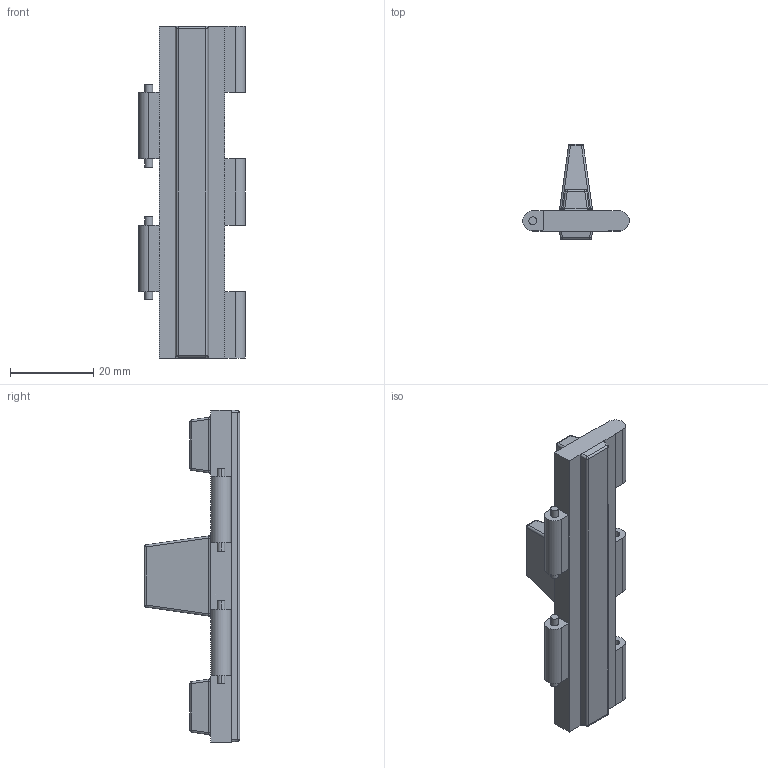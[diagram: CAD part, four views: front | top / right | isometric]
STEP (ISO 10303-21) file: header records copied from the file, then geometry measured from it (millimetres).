
FILE_DESCRIPTION (( 'STEP AP203' ), '1' );
FILE_NAME ('Pieza Correa_Default_sldprt.STEP', '2023-10-28T09:53:33', ( '' ), ( '' ), 'SwSTEP 2.0', 'SolidWorks 2022', '' );
FILE_SCHEMA (( 'CONFIG_CONTROL_DESIGN' ));
Length unit declared in the file: millimetre
Products named in the file (1): Pieza Correa_Default_sldprt
Bounding box: 25.64 x 23 x 80 mm (x, y, z)
Volume: 11585.1 mm3; surface area: 5598.5 mm2
Topology: 1 solids, 1 shells, 161 faces, 359 edges, 214 vertices
Faces by surface type: cylinder 68, plane 53, bspline 24, sphere 16
Entity records: 4642 total; most frequent: CARTESIAN_POINT 1155, ORIENTED_EDGE 718, DIRECTION 715, EDGE_CURVE 359, AXIS2_PLACEMENT_3D 270, VERTEX_POINT 214, EDGE_LOOP 175, LINE 175
